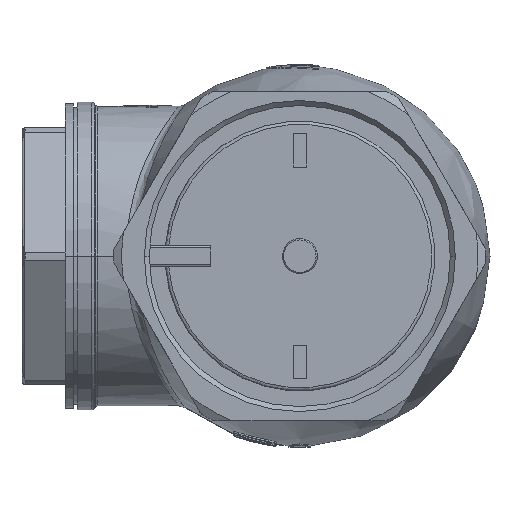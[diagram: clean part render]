
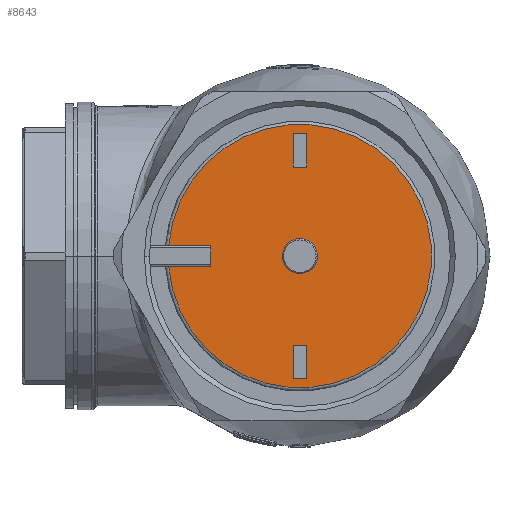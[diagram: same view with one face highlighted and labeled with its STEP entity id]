
A CAD part, left-side view. The second image highlights one B-rep face of the part: STEP entity #8643.
In plain terms, the highlighted face is planar.
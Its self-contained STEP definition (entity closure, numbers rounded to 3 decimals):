
#387=CIRCLE('',#9385,6.5);
#388=CIRCLE('',#9387,6.5);
#399=CIRCLE('',#9423,48.8);
#572=PLANE('',#9422);
#1110=LINE('',#26082,#1509);
#1113=LINE('',#26106,#1512);
#1127=LINE('',#26191,#1526);
#1130=LINE('',#26197,#1529);
#1134=LINE('',#26206,#1533);
#1137=LINE('',#26212,#1536);
#1139=LINE('',#26215,#1538);
#1142=LINE('',#26221,#1541);
#1145=LINE('',#26227,#1544);
#1148=LINE('',#26233,#1547);
#1152=LINE('',#26243,#1551);
#1509=VECTOR('',#11094,1000.);
#1512=VECTOR('',#11101,1000.);
#1526=VECTOR('',#11139,1000.);
#1529=VECTOR('',#11144,1000.);
#1533=VECTOR('',#11150,1000.);
#1536=VECTOR('',#11155,1000.);
#1538=VECTOR('',#11159,1000.);
#1541=VECTOR('',#11164,1000.);
#1544=VECTOR('',#11169,1000.);
#1547=VECTOR('',#11174,1000.);
#1551=VECTOR('',#11186,1000.);
#4043=ORIENTED_EDGE('',*,*,#5469,.T.);
#4044=ORIENTED_EDGE('',*,*,#5466,.T.);
#4045=ORIENTED_EDGE('',*,*,#5463,.T.);
#4046=ORIENTED_EDGE('',*,*,#5473,.T.);
#4047=ORIENTED_EDGE('',*,*,#5407,.F.);
#4048=ORIENTED_EDGE('',*,*,#5408,.F.);
#4049=ORIENTED_EDGE('',*,*,#5451,.T.);
#4050=ORIENTED_EDGE('',*,*,#5455,.T.);
#4051=ORIENTED_EDGE('',*,*,#5458,.T.);
#4052=ORIENTED_EDGE('',*,*,#5460,.T.);
#4053=ORIENTED_EDGE('',*,*,#5424,.T.);
#4054=ORIENTED_EDGE('',*,*,#5474,.T.);
#4055=ORIENTED_EDGE('',*,*,#5448,.T.);
#4056=ORIENTED_EDGE('',*,*,#5419,.T.);
#5407=EDGE_CURVE('',#6295,#6294,#387,.T.);
#5408=EDGE_CURVE('',#6294,#6295,#388,.T.);
#5419=EDGE_CURVE('',#6307,#6306,#1110,.T.);
#5424=EDGE_CURVE('',#6306,#6310,#1113,.T.);
#5448=EDGE_CURVE('',#6320,#6307,#1127,.T.);
#5451=EDGE_CURVE('',#6326,#6325,#1130,.T.);
#5455=EDGE_CURVE('',#6325,#6329,#1134,.T.);
#5458=EDGE_CURVE('',#6329,#6331,#1137,.T.);
#5460=EDGE_CURVE('',#6331,#6326,#1139,.T.);
#5463=EDGE_CURVE('',#6334,#6333,#1142,.T.);
#5466=EDGE_CURVE('',#6336,#6334,#1145,.T.);
#5469=EDGE_CURVE('',#6338,#6336,#1148,.T.);
#5473=EDGE_CURVE('',#6333,#6338,#1152,.T.);
#5474=EDGE_CURVE('',#6310,#6320,#399,.T.);
#6294=VERTEX_POINT('',#26051);
#6295=VERTEX_POINT('',#26053);
#6306=VERTEX_POINT('',#26081);
#6307=VERTEX_POINT('',#26083);
#6310=VERTEX_POINT('',#26105);
#6320=VERTEX_POINT('',#26166);
#6325=VERTEX_POINT('',#26196);
#6326=VERTEX_POINT('',#26198);
#6329=VERTEX_POINT('',#26205);
#6331=VERTEX_POINT('',#26211);
#6333=VERTEX_POINT('',#26220);
#6334=VERTEX_POINT('',#26222);
#6336=VERTEX_POINT('',#26228);
#6338=VERTEX_POINT('',#26234);
#7497=EDGE_LOOP('',(#4043,#4044,#4045,#4046));
#7498=EDGE_LOOP('',(#4047,#4048));
#7499=EDGE_LOOP('',(#4049,#4050,#4051,#4052));
#7500=EDGE_LOOP('',(#4053,#4054,#4055,#4056));
#8061=FACE_BOUND('',#7497,.T.);
#8062=FACE_BOUND('',#7498,.T.);
#8063=FACE_BOUND('',#7499,.T.);
#8064=FACE_BOUND('',#7500,.T.);
#8643=ADVANCED_FACE('',(#8061,#8062,#8063,#8064),#572,.T.);
#9385=AXIS2_PLACEMENT_3D('',#26054,#11065,#11066);
#9387=AXIS2_PLACEMENT_3D('',#26056,#11069,#11070);
#9422=AXIS2_PLACEMENT_3D('',#26244,#11187,#11188);
#9423=AXIS2_PLACEMENT_3D('',#26245,#11189,#11190);
#11065=DIRECTION('',(0.,0.,-1.));
#11066=DIRECTION('',(0.,-1.,0.));
#11069=DIRECTION('',(0.,0.,-1.));
#11070=DIRECTION('',(0.,1.,0.));
#11094=DIRECTION('',(1.,0.,0.));
#11101=DIRECTION('',(0.,1.,0.));
#11139=DIRECTION('',(0.,-1.,0.));
#11144=DIRECTION('',(1.,0.,0.));
#11150=DIRECTION('',(0.,1.,0.));
#11155=DIRECTION('',(-1.,0.,0.));
#11159=DIRECTION('',(0.,-1.,0.));
#11164=DIRECTION('',(0.,1.,0.));
#11169=DIRECTION('',(1.,0.,0.));
#11174=DIRECTION('',(0.,-1.,0.));
#11186=DIRECTION('',(-1.,0.,0.));
#11187=DIRECTION('',(0.,0.,-1.));
#11188=DIRECTION('',(-1.,0.,0.));
#11189=DIRECTION('',(0.,0.,-1.));
#11190=DIRECTION('',(0.082,0.997,0.));
#26051=CARTESIAN_POINT('',(0.,6.5,-6.));
#26053=CARTESIAN_POINT('',(0.,-6.5,-6.));
#26054=CARTESIAN_POINT('',(0.,0.,-6.));
#26056=CARTESIAN_POINT('',(0.,0.,-6.));
#26081=CARTESIAN_POINT('',(4.,33.,-6.));
#26082=CARTESIAN_POINT('',(-4.,33.,-6.));
#26083=CARTESIAN_POINT('',(-4.,33.,-6.));
#26105=CARTESIAN_POINT('',(4.,48.636,-6.));
#26106=CARTESIAN_POINT('',(4.,33.,-6.));
#26166=CARTESIAN_POINT('',(-4.,48.636,-6.));
#26191=CARTESIAN_POINT('',(-4.,48.636,-6.));
#26196=CARTESIAN_POINT('',(45.5,-2.5,-6.));
#26197=CARTESIAN_POINT('',(33.,-2.5,-6.));
#26198=CARTESIAN_POINT('',(33.,-2.5,-6.));
#26205=CARTESIAN_POINT('',(45.5,2.5,-6.));
#26206=CARTESIAN_POINT('',(45.5,-2.5,-6.));
#26211=CARTESIAN_POINT('',(33.,2.5,-6.));
#26212=CARTESIAN_POINT('',(45.5,2.5,-6.));
#26215=CARTESIAN_POINT('',(33.,2.5,-6.));
#26220=CARTESIAN_POINT('',(-33.,2.5,-6.));
#26221=CARTESIAN_POINT('',(-33.,-2.5,-6.));
#26222=CARTESIAN_POINT('',(-33.,-2.5,-6.));
#26227=CARTESIAN_POINT('',(-45.5,-2.5,-6.));
#26228=CARTESIAN_POINT('',(-45.5,-2.5,-6.));
#26233=CARTESIAN_POINT('',(-45.5,2.5,-6.));
#26234=CARTESIAN_POINT('',(-45.5,2.5,-6.));
#26243=CARTESIAN_POINT('',(-33.,2.5,-6.));
#26244=CARTESIAN_POINT('',(0.,0.,-6.));
#26245=CARTESIAN_POINT('',(0.,0.,-6.));
